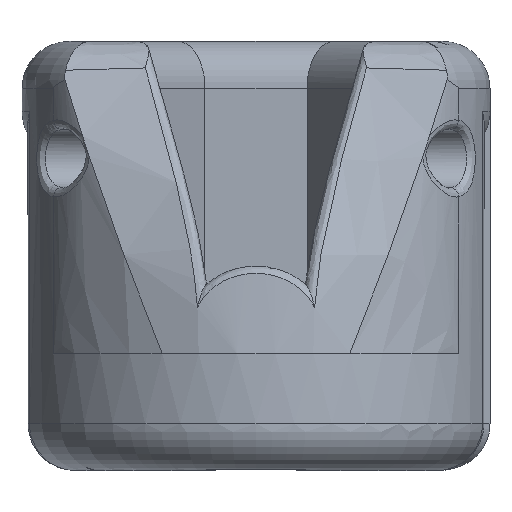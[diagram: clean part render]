
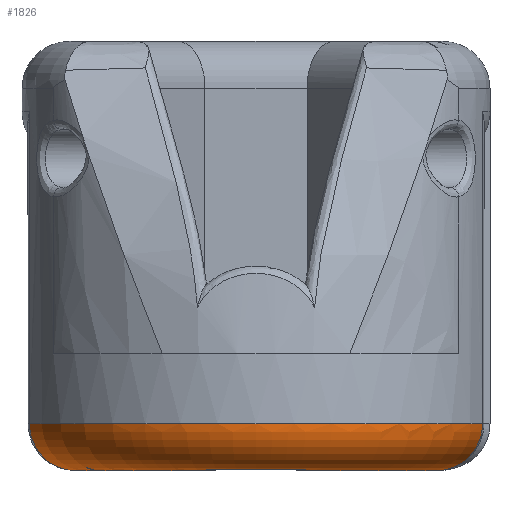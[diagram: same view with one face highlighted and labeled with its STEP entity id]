
A CAD part, left-side view. The second image highlights one B-rep face of the part: STEP entity #1826.
In plain terms, the highlighted toroidal (fillet/blend) face has major radius 10.16 mm and minor radius 2.54 mm.
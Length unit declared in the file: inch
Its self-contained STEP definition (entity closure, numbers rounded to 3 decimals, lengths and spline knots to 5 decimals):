
#24=TOROIDAL_SURFACE('',#1952,0.4,0.1);
#276=FACE_OUTER_BOUND('',#378,.T.);
#378=EDGE_LOOP('',(#1428,#1429,#1430,#1431,#1432,#1433,#1434));
#461=CIRCLE('',#1949,0.4);
#462=CIRCLE('',#1951,0.4);
#463=CIRCLE('',#1953,0.1);
#464=CIRCLE('',#1954,0.5);
#465=CIRCLE('',#1955,0.1);
#621=B_SPLINE_CURVE_WITH_KNOTS('',3,(#5947,#5948,#5949,#5950,#5951,#5952,
#5953,#5954,#5955,#5956),.UNSPECIFIED.,.F.,.F.,(4,2,2,2,4),(-0.00214,
0.,0.02283,0.26792,0.4451),
 .UNSPECIFIED.);
#622=B_SPLINE_CURVE_WITH_KNOTS('',3,(#5961,#5962,#5963,#5964,#5965,#5966,
#5967,#5968,#5969,#5970),.UNSPECIFIED.,.F.,.F.,(4,2,2,2,4),(0.4451,
0.62228,0.86738,0.89021,0.89234),
 .UNSPECIFIED.);
#785=VERTEX_POINT('',#5944);
#786=VERTEX_POINT('',#5946);
#788=VERTEX_POINT('',#5960);
#789=VERTEX_POINT('',#5973);
#790=VERTEX_POINT('',#5977);
#791=VERTEX_POINT('',#5981);
#792=VERTEX_POINT('',#5983);
#1029=EDGE_CURVE('',#785,#786,#621,.T.);
#1032=EDGE_CURVE('',#786,#788,#622,.T.);
#1035=EDGE_CURVE('',#785,#789,#461,.T.);
#1036=EDGE_CURVE('',#790,#788,#462,.T.);
#1038=EDGE_CURVE('',#789,#791,#463,.F.);
#1039=EDGE_CURVE('',#791,#792,#464,.T.);
#1040=EDGE_CURVE('',#792,#790,#465,.F.);
#1428=ORIENTED_EDGE('',*,*,#1029,.F.);
#1429=ORIENTED_EDGE('',*,*,#1035,.T.);
#1430=ORIENTED_EDGE('',*,*,#1038,.T.);
#1431=ORIENTED_EDGE('',*,*,#1039,.T.);
#1432=ORIENTED_EDGE('',*,*,#1040,.T.);
#1433=ORIENTED_EDGE('',*,*,#1036,.T.);
#1434=ORIENTED_EDGE('',*,*,#1032,.F.);
#1826=ADVANCED_FACE('',(#276),#24,.T.);
#1949=AXIS2_PLACEMENT_3D('',#5975,#2186,#2187);
#1951=AXIS2_PLACEMENT_3D('',#5978,#2190,#2191);
#1952=AXIS2_PLACEMENT_3D('',#5980,#2193,#2194);
#1953=AXIS2_PLACEMENT_3D('',#5982,#2195,#2196);
#1954=AXIS2_PLACEMENT_3D('',#5984,#2197,#2198);
#1955=AXIS2_PLACEMENT_3D('',#5985,#2199,#2200);
#2186=DIRECTION('center_axis',(0.,0.,1.));
#2187=DIRECTION('ref_axis',(-1.,0.,0.));
#2190=DIRECTION('center_axis',(0.,0.,1.));
#2191=DIRECTION('ref_axis',(-1.,0.,0.));
#2193=DIRECTION('center_axis',(0.,0.,-1.));
#2194=DIRECTION('ref_axis',(-1.,0.,0.));
#2195=DIRECTION('center_axis',(0.968,-0.25,0.));
#2196=DIRECTION('ref_axis',(0.,0.,-1.));
#2197=DIRECTION('center_axis',(0.,0.,-1.));
#2198=DIRECTION('ref_axis',(-1.,0.,0.));
#2199=DIRECTION('center_axis',(0.968,0.25,0.));
#2200=DIRECTION('ref_axis',(-0.25,0.968,0.));
#5944=CARTESIAN_POINT('',(-1.3658,-0.16184,-0.66667));
#5946=CARTESIAN_POINT('',(-1.4245,0.,-0.66362));
#5947=CARTESIAN_POINT('Ctrl Pts',(-1.3658,-0.16184,-0.66667));
#5948=CARTESIAN_POINT('Ctrl Pts',(-1.36597,-0.16162,
-0.66667));
#5949=CARTESIAN_POINT('Ctrl Pts',(-1.36615,-0.1614,-0.66667));
#5950=CARTESIAN_POINT('Ctrl Pts',(-1.36821,-0.15886,
-0.66666));
#5951=CARTESIAN_POINT('Ctrl Pts',(-1.37006,-0.1565,
-0.66665));
#5952=CARTESIAN_POINT('Ctrl Pts',(-1.39126,-0.12845,
-0.66643));
#5953=CARTESIAN_POINT('Ctrl Pts',(-1.40594,-0.09959,
-0.66533));
#5954=CARTESIAN_POINT('Ctrl Pts',(-1.42122,-0.04633,
-0.66399));
#5955=CARTESIAN_POINT('Ctrl Pts',(-1.4245,-0.02326,-0.66362));
#5956=CARTESIAN_POINT('Ctrl Pts',(-1.4245,0.,-0.66362));
#5960=CARTESIAN_POINT('',(-1.3658,0.16184,-0.66667));
#5961=CARTESIAN_POINT('Ctrl Pts',(-1.4245,0.,-0.66362));
#5962=CARTESIAN_POINT('Ctrl Pts',(-1.4245,0.02326,-0.66362));
#5963=CARTESIAN_POINT('Ctrl Pts',(-1.42122,0.04633,
-0.66399));
#5964=CARTESIAN_POINT('Ctrl Pts',(-1.40594,0.09959,
-0.66533));
#5965=CARTESIAN_POINT('Ctrl Pts',(-1.39126,0.12845,-0.66643));
#5966=CARTESIAN_POINT('Ctrl Pts',(-1.37006,0.1565,-0.66665));
#5967=CARTESIAN_POINT('Ctrl Pts',(-1.36821,0.15886,-0.66666));
#5968=CARTESIAN_POINT('Ctrl Pts',(-1.36615,0.1614,-0.66667));
#5969=CARTESIAN_POINT('Ctrl Pts',(-1.36597,0.16162,-0.66667));
#5970=CARTESIAN_POINT('Ctrl Pts',(-1.3658,0.16184,-0.66667));
#5973=CARTESIAN_POINT('',(-1.1,-0.3873,-0.66667));
#5975=CARTESIAN_POINT('Origin',(-1.,0.,-0.66667));
#5977=CARTESIAN_POINT('',(-1.1,0.3873,-0.66667));
#5978=CARTESIAN_POINT('Origin',(-1.,0.,-0.66667));
#5980=CARTESIAN_POINT('Origin',(-1.,0.,-0.56667));
#5981=CARTESIAN_POINT('',(-1.125,-0.48412,-0.56667));
#5982=CARTESIAN_POINT('Origin',(-1.1,-0.3873,-0.56667));
#5983=CARTESIAN_POINT('',(-1.125,0.48412,-0.56667));
#5984=CARTESIAN_POINT('Origin',(-1.,0.,-0.56667));
#5985=CARTESIAN_POINT('Origin',(-1.1,0.3873,-0.56667));
